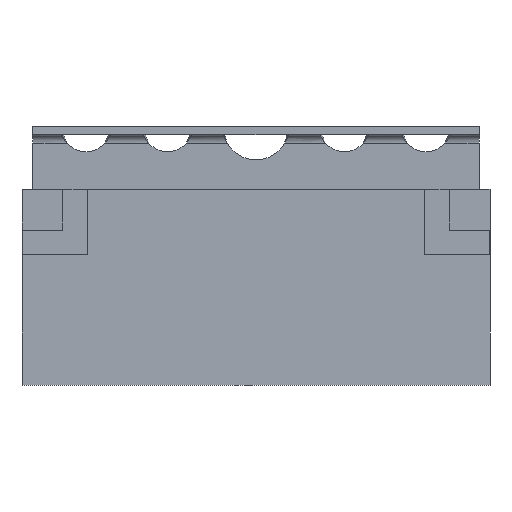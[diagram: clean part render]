
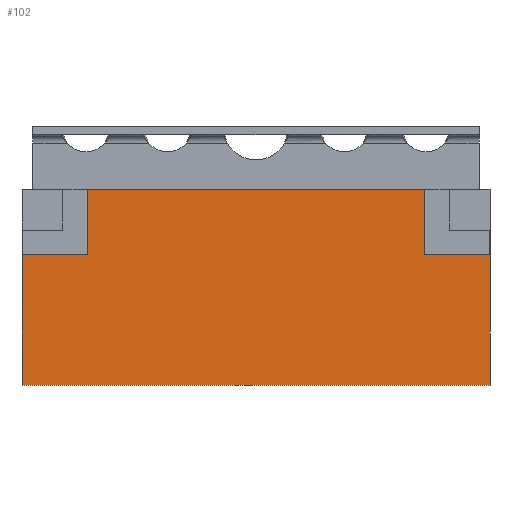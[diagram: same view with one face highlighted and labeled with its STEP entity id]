
A CAD part, front view. The second image highlights one B-rep face of the part: STEP entity #102.
In plain terms, the highlighted planar face has unit normal (0, -1, 0).
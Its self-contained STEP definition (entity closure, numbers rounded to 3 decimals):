
#102=ADVANCED_FACE('',(#3474),#3476,.F.);
#3474=FACE_BOUND('',#3475,.T.);
#3475=EDGE_LOOP('',(#8915,#8916,#8917,#8918,#8919,#8920,#8921,#8922));
#3476=PLANE('',#3477);
#3477=AXIS2_PLACEMENT_3D('',#3478,#3479,#3480);
#3478=CARTESIAN_POINT('',(-8.6,-2.6,7.2));
#3479=DIRECTION('',(0.,1.,0.));
#3480=DIRECTION('',(-1.,0.,0.));
#8915=ORIENTED_EDGE('',*,*,#10919,.F.);
#8916=ORIENTED_EDGE('',*,*,#10891,.F.);
#8917=ORIENTED_EDGE('',*,*,#10920,.F.);
#8918=ORIENTED_EDGE('',*,*,#10921,.F.);
#8919=ORIENTED_EDGE('',*,*,#10910,.T.);
#8920=ORIENTED_EDGE('',*,*,#10922,.T.);
#8921=ORIENTED_EDGE('',*,*,#10923,.F.);
#8922=ORIENTED_EDGE('',*,*,#10924,.F.);
#10891=EDGE_CURVE('',#11901,#11903,#11904,.T.);
#10910=EDGE_CURVE('',#11939,#11937,#11940,.T.);
#10919=EDGE_CURVE('',#11903,#11954,#11955,.T.);
#10920=EDGE_CURVE('',#11956,#11901,#11957,.T.);
#10921=EDGE_CURVE('',#11939,#11956,#11958,.T.);
#10922=EDGE_CURVE('',#11937,#11959,#11960,.T.);
#10923=EDGE_CURVE('',#11961,#11959,#11962,.T.);
#10924=EDGE_CURVE('',#11954,#11961,#11963,.T.);
#11901=VERTEX_POINT('',#13569);
#11903=VERTEX_POINT('',#13573);
#11904=LINE('',#13574,#13575);
#11937=VERTEX_POINT('',#13643);
#11939=VERTEX_POINT('',#13647);
#11940=LINE('',#13648,#13649);
#11954=VERTEX_POINT('',#13680);
#11955=LINE('',#13681,#13682);
#11956=VERTEX_POINT('',#13684);
#11957=LINE('',#13685,#13686);
#11958=LINE('',#13688,#13689);
#11959=VERTEX_POINT('',#13691);
#11960=LINE('',#13692,#13693);
#11961=VERTEX_POINT('',#13695);
#11962=LINE('',#13696,#13697);
#11963=LINE('',#13699,#13700);
#13569=CARTESIAN_POINT('',(-6.2,-2.6,7.2));
#13573=CARTESIAN_POINT('',(6.2,-2.6,7.2));
#13574=CARTESIAN_POINT('',(-6.2,-2.6,7.2));
#13575=VECTOR('',#13576,1.);
#13576=DIRECTION('',(1.,0.,0.));
#13643=CARTESIAN_POINT('',(-8.6,-2.6,0.));
#13647=CARTESIAN_POINT('',(-8.6,-2.6,4.8));
#13648=CARTESIAN_POINT('',(-8.6,-2.6,4.8));
#13649=VECTOR('',#13650,1.);
#13650=DIRECTION('',(0.,0.,-1.));
#13680=CARTESIAN_POINT('',(6.2,-2.6,4.8));
#13681=CARTESIAN_POINT('',(6.2,-2.6,7.2));
#13682=VECTOR('',#13683,1.);
#13683=DIRECTION('',(0.,0.,-1.));
#13684=CARTESIAN_POINT('',(-6.2,-2.6,4.8));
#13685=CARTESIAN_POINT('',(-6.2,-2.6,4.8));
#13686=VECTOR('',#13687,1.);
#13687=DIRECTION('',(0.,0.,1.));
#13688=CARTESIAN_POINT('',(-8.6,-2.6,4.8));
#13689=VECTOR('',#13690,1.);
#13690=DIRECTION('',(1.,0.,0.));
#13691=CARTESIAN_POINT('',(8.6,-2.6,0.));
#13692=CARTESIAN_POINT('',(-8.6,-2.6,0.));
#13693=VECTOR('',#13694,1.);
#13694=DIRECTION('',(1.,0.,0.));
#13695=CARTESIAN_POINT('',(8.6,-2.6,4.8));
#13696=CARTESIAN_POINT('',(8.6,-2.6,4.8));
#13697=VECTOR('',#13698,1.);
#13698=DIRECTION('',(0.,0.,-1.));
#13699=CARTESIAN_POINT('',(6.2,-2.6,4.8));
#13700=VECTOR('',#13701,1.);
#13701=DIRECTION('',(1.,0.,0.));
